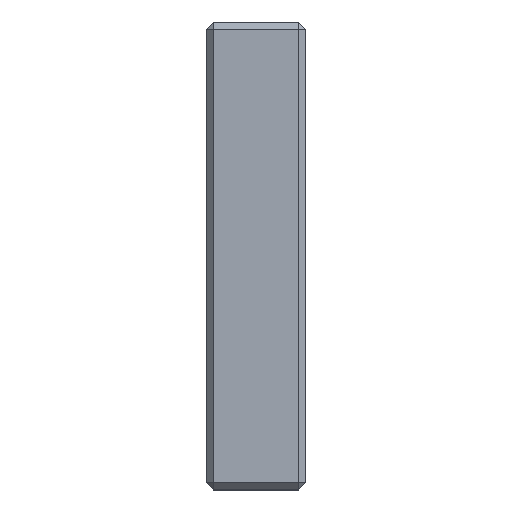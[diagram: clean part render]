
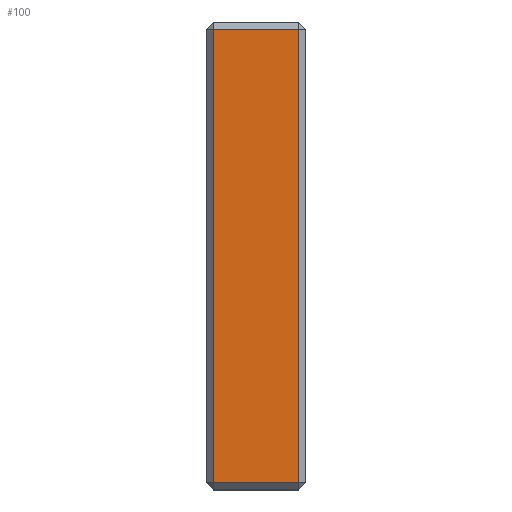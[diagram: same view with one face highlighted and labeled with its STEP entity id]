
A CAD part, left-side view. The second image highlights one B-rep face of the part: STEP entity #100.
In plain terms, the highlighted planar face has unit normal (-1, 0, 0).
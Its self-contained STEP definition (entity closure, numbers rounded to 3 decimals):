
#2 = LINE ( 'NONE', #623, #1245 ) ;
#100 = ADVANCED_FACE ( 'NONE', ( #1076 ), #599, .F. ) ;
#254 = CARTESIAN_POINT ( 'NONE',  ( -292.5, -12., 66. ) ) ;
#301 = AXIS2_PLACEMENT_3D ( 'NONE', #1521, #1388, #1662 ) ;
#321 = LINE ( 'NONE', #1872, #1507 ) ;
#326 = VERTEX_POINT ( 'NONE', #2563 ) ;
#508 = EDGE_CURVE ( 'NONE', #639, #326, #321, .T. ) ;
#557 = VERTEX_POINT ( 'NONE', #1784 ) ;
#599 = PLANE ( 'NONE',  #301 ) ;
#623 = CARTESIAN_POINT ( 'NONE',  ( -292.5, 12., -66. ) ) ;
#639 = VERTEX_POINT ( 'NONE', #811 ) ;
#705 = VECTOR ( 'NONE', #2335, 1000. ) ;
#811 = CARTESIAN_POINT ( 'NONE',  ( -292.5, -12., 64. ) ) ;
#945 = ORIENTED_EDGE ( 'NONE', *, *, #508, .T. ) ;
#1076 = FACE_OUTER_BOUND ( 'NONE', #2487, .T. ) ;
#1245 = VECTOR ( 'NONE', #1542, 1000. ) ;
#1339 = VERTEX_POINT ( 'NONE', #2640 ) ;
#1380 = ORIENTED_EDGE ( 'NONE', *, *, #1504, .T. ) ;
#1388 = DIRECTION ( 'NONE',  ( 1., 0., 0. ) ) ;
#1468 = DIRECTION ( 'NONE',  ( 0., 1., 0. ) ) ;
#1487 = LINE ( 'NONE', #1976, #705 ) ;
#1504 = EDGE_CURVE ( 'NONE', #1339, #639, #2661, .T. ) ;
#1507 = VECTOR ( 'NONE', #1468, 1000. ) ;
#1521 = CARTESIAN_POINT ( 'NONE',  ( -292.5, 14., 66. ) ) ;
#1542 = DIRECTION ( 'NONE',  ( 0., 0., -1. ) ) ;
#1546 = EDGE_CURVE ( 'NONE', #557, #1339, #1487, .T. ) ;
#1662 = DIRECTION ( 'NONE',  ( 0., 0., -1. ) ) ;
#1784 = CARTESIAN_POINT ( 'NONE',  ( -292.5, 12., -64. ) ) ;
#1800 = DIRECTION ( 'NONE',  ( 0., 0., 1. ) ) ;
#1858 = VECTOR ( 'NONE', #1800, 1000. ) ;
#1872 = CARTESIAN_POINT ( 'NONE',  ( -292.5, 14., 64. ) ) ;
#1895 = EDGE_CURVE ( 'NONE', #326, #557, #2, .T. ) ;
#1976 = CARTESIAN_POINT ( 'NONE',  ( -292.5, 14., -64. ) ) ;
#2207 = ORIENTED_EDGE ( 'NONE', *, *, #1895, .T. ) ;
#2335 = DIRECTION ( 'NONE',  ( 0., -1., 0. ) ) ;
#2375 = ORIENTED_EDGE ( 'NONE', *, *, #1546, .T. ) ;
#2487 = EDGE_LOOP ( 'NONE', ( #945, #2207, #2375, #1380 ) ) ;
#2563 = CARTESIAN_POINT ( 'NONE',  ( -292.5, 12., 64. ) ) ;
#2640 = CARTESIAN_POINT ( 'NONE',  ( -292.5, -12., -64. ) ) ;
#2661 = LINE ( 'NONE', #254, #1858 ) ;
